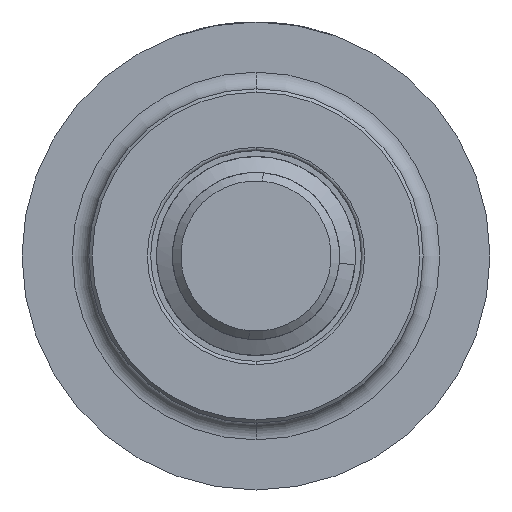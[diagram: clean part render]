
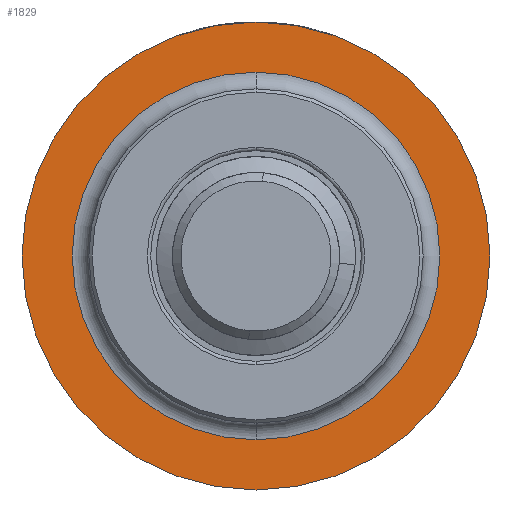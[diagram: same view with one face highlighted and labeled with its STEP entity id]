
A CAD part, front view. The second image highlights one B-rep face of the part: STEP entity #1829.
In plain terms, the highlighted planar face has unit normal (0, -1, 0).
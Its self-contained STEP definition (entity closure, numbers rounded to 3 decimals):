
#132 = PLANE ( 'NONE',  #3606 ) ;
#761 = CARTESIAN_POINT ( 'NONE',  ( 0., 7.42, -11. ) ) ;
#891 = DIRECTION ( 'NONE',  ( 0., 0., -1. ) ) ;
#944 = EDGE_LOOP ( 'NONE', ( #6301, #5444 ) ) ;
#1163 = AXIS2_PLACEMENT_3D ( 'NONE', #6901, #7004, #3837 ) ;
#1398 = DIRECTION ( 'NONE',  ( 0., 0., -1. ) ) ;
#1432 = CARTESIAN_POINT ( 'NONE',  ( 11., 7.42, 0. ) ) ;
#1452 = VERTEX_POINT ( 'NONE', #4724 ) ;
#1508 = FACE_BOUND ( 'NONE', #1838, .T. ) ;
#1631 = ORIENTED_EDGE ( 'NONE', *, *, #4926, .F. ) ;
#1829 = ADVANCED_FACE ( 'NONE', ( #5088, #1508 ), #132, .T. ) ;
#1838 = EDGE_LOOP ( 'NONE', ( #1631, #5010 ) ) ;
#1855 = CIRCLE ( 'NONE', #3774, 11. ) ;
#2202 = CIRCLE ( 'NONE', #6115, 14. ) ;
#2256 = CARTESIAN_POINT ( 'NONE',  ( 0., 7.42, 0. ) ) ;
#2278 = EDGE_CURVE ( 'NONE', #1452, #4603, #2202, .T. ) ;
#2399 = DIRECTION ( 'NONE',  ( 0., -1., 0. ) ) ;
#2910 = VERTEX_POINT ( 'NONE', #5633 ) ;
#3470 = CARTESIAN_POINT ( 'NONE',  ( 0., 7.42, 0. ) ) ;
#3606 = AXIS2_PLACEMENT_3D ( 'NONE', #1432, #5209, #1398 ) ;
#3739 = DIRECTION ( 'NONE',  ( 0., 0., -1. ) ) ;
#3774 = AXIS2_PLACEMENT_3D ( 'NONE', #3470, #4135, #7331 ) ;
#3837 = DIRECTION ( 'NONE',  ( 0., 0., -1. ) ) ;
#4135 = DIRECTION ( 'NONE',  ( 0., -1., 0. ) ) ;
#4603 = VERTEX_POINT ( 'NONE', #7394 ) ;
#4724 = CARTESIAN_POINT ( 'NONE',  ( 0., 7.42, -14. ) ) ;
#4915 = EDGE_CURVE ( 'NONE', #2910, #6713, #7536, .T. ) ;
#4926 = EDGE_CURVE ( 'NONE', #6713, #2910, #1855, .T. ) ;
#4946 = AXIS2_PLACEMENT_3D ( 'NONE', #2256, #7911, #891 ) ;
#5010 = ORIENTED_EDGE ( 'NONE', *, *, #4915, .F. ) ;
#5088 = FACE_OUTER_BOUND ( 'NONE', #944, .T. ) ;
#5209 = DIRECTION ( 'NONE',  ( 0., -1., 0. ) ) ;
#5444 = ORIENTED_EDGE ( 'NONE', *, *, #5965, .T. ) ;
#5633 = CARTESIAN_POINT ( 'NONE',  ( 0., 7.42, 11. ) ) ;
#5965 = EDGE_CURVE ( 'NONE', #4603, #1452, #7718, .T. ) ;
#6115 = AXIS2_PLACEMENT_3D ( 'NONE', #7530, #2399, #3739 ) ;
#6301 = ORIENTED_EDGE ( 'NONE', *, *, #2278, .T. ) ;
#6713 = VERTEX_POINT ( 'NONE', #761 ) ;
#6901 = CARTESIAN_POINT ( 'NONE',  ( 0., 7.42, 0. ) ) ;
#7004 = DIRECTION ( 'NONE',  ( 0., -1., 0. ) ) ;
#7331 = DIRECTION ( 'NONE',  ( 0., 0., -1. ) ) ;
#7394 = CARTESIAN_POINT ( 'NONE',  ( 0., 7.42, 14. ) ) ;
#7530 = CARTESIAN_POINT ( 'NONE',  ( 0., 7.42, 0. ) ) ;
#7536 = CIRCLE ( 'NONE', #4946, 11. ) ;
#7718 = CIRCLE ( 'NONE', #1163, 14. ) ;
#7911 = DIRECTION ( 'NONE',  ( 0., -1., 0. ) ) ;
